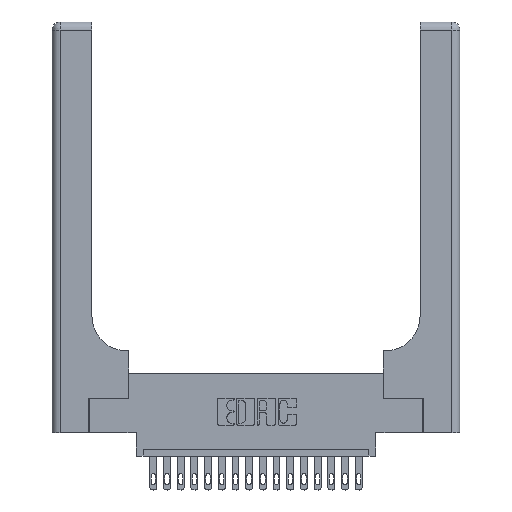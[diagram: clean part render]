
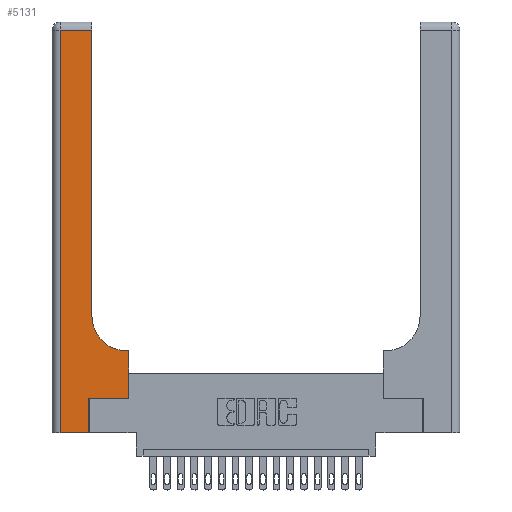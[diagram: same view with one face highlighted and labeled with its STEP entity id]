
A CAD part, top view. The second image highlights one B-rep face of the part: STEP entity #5131.
In plain terms, the highlighted planar face has unit normal (0, 0, 1).
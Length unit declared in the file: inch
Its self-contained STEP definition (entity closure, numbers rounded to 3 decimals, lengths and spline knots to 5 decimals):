
#156 = LINE ( 'NONE', #15565, #8667 ) ;
#295 = ORIENTED_EDGE ( 'NONE', *, *, #15497, .T. ) ;
#306 = ORIENTED_EDGE ( 'NONE', *, *, #3367, .T. ) ;
#401 = VERTEX_POINT ( 'NONE', #19165 ) ;
#1097 = LINE ( 'NONE', #20363, #6090 ) ;
#1334 = VERTEX_POINT ( 'NONE', #2030 ) ;
#1499 = DIRECTION ( 'NONE',  ( 1., 0., 0. ) ) ;
#1562 = DIRECTION ( 'NONE',  ( 0., 0., -1. ) ) ;
#1849 = VERTEX_POINT ( 'NONE', #6709 ) ;
#2030 = CARTESIAN_POINT ( 'NONE',  ( 0.269, 0., 0.37 ) ) ;
#2066 = VECTOR ( 'NONE', #7744, 39.37008 ) ;
#2139 = DIRECTION ( 'NONE',  ( -1., 0., 0. ) ) ;
#3229 = CARTESIAN_POINT ( 'NONE',  ( 0., 3., 0.37 ) ) ;
#3367 = EDGE_CURVE ( 'NONE', #7591, #9018, #156, .T. ) ;
#3538 = CARTESIAN_POINT ( 'NONE',  ( 0.06, 2.94, 0.37 ) ) ;
#3565 = FACE_OUTER_BOUND ( 'NONE', #9134, .T. ) ;
#4433 = DIRECTION ( 'NONE',  ( -1., 0., 0. ) ) ;
#4540 = DIRECTION ( 'NONE',  ( 0., 1., 0. ) ) ;
#4752 = VERTEX_POINT ( 'NONE', #17891 ) ;
#5131 = ADVANCED_FACE ( 'NONE', ( #3565 ), #15859, .F. ) ;
#5384 = CIRCLE ( 'NONE', #18331, 0.25 ) ;
#5692 = VECTOR ( 'NONE', #2139, 39.37008 ) ;
#6090 = VECTOR ( 'NONE', #1499, 39.37008 ) ;
#6469 = CARTESIAN_POINT ( 'NONE',  ( 0.5585, 0.25, 0.37 ) ) ;
#6521 = ORIENTED_EDGE ( 'NONE', *, *, #12706, .T. ) ;
#6709 = CARTESIAN_POINT ( 'NONE',  ( 0.5415, 0.6, 0.37 ) ) ;
#6789 = LINE ( 'NONE', #14365, #2066 ) ;
#6855 = EDGE_CURVE ( 'NONE', #1334, #16524, #18340, .T. ) ;
#7010 = VECTOR ( 'NONE', #10580, 39.37008 ) ;
#7198 = VERTEX_POINT ( 'NONE', #3538 ) ;
#7591 = VERTEX_POINT ( 'NONE', #6469 ) ;
#7744 = DIRECTION ( 'NONE',  ( 0., 1., 0. ) ) ;
#8069 = CARTESIAN_POINT ( 'NONE',  ( 0.2915, 0.6, 0.37 ) ) ;
#8467 = LINE ( 'NONE', #14485, #17260 ) ;
#8667 = VECTOR ( 'NONE', #4540, 39.37008 ) ;
#8811 = ORIENTED_EDGE ( 'NONE', *, *, #14642, .T. ) ;
#9018 = VERTEX_POINT ( 'NONE', #20812 ) ;
#9134 = EDGE_LOOP ( 'NONE', ( #15278, #6521, #18680, #295, #19209, #12309, #306, #18168, #8811 ) ) ;
#10580 = DIRECTION ( 'NONE',  ( 0., -1., 0. ) ) ;
#10911 = CARTESIAN_POINT ( 'NONE',  ( 0.2915, 0.85, 0.37 ) ) ;
#11046 = VECTOR ( 'NONE', #15384, 39.37008 ) ;
#11236 = DIRECTION ( 'NONE',  ( 1., 0., 0. ) ) ;
#11312 = VERTEX_POINT ( 'NONE', #10911 ) ;
#12273 = LINE ( 'NONE', #12430, #13548 ) ;
#12309 = ORIENTED_EDGE ( 'NONE', *, *, #19852, .T. ) ;
#12430 = CARTESIAN_POINT ( 'NONE',  ( 0., 2.94, 0.37 ) ) ;
#12706 = EDGE_CURVE ( 'NONE', #401, #7198, #12273, .T. ) ;
#12991 = DIRECTION ( 'NONE',  ( 0., 0., -1. ) ) ;
#13548 = VECTOR ( 'NONE', #4433, 39.37008 ) ;
#14365 = CARTESIAN_POINT ( 'NONE',  ( 0.2915, 3., 0.37 ) ) ;
#14485 = CARTESIAN_POINT ( 'NONE',  ( 0.269, 0.25, 0.37 ) ) ;
#14642 = EDGE_CURVE ( 'NONE', #1849, #11312, #5384, .T. ) ;
#15160 = CARTESIAN_POINT ( 'NONE',  ( 0.06, 3., 0.37 ) ) ;
#15278 = ORIENTED_EDGE ( 'NONE', *, *, #17373, .T. ) ;
#15384 = DIRECTION ( 'NONE',  ( 0., 1., 0. ) ) ;
#15497 = EDGE_CURVE ( 'NONE', #4752, #1334, #1097, .T. ) ;
#15565 = CARTESIAN_POINT ( 'NONE',  ( 0.5585, 0.25, 0.37 ) ) ;
#15785 = DIRECTION ( 'NONE',  ( -1., 0., 0. ) ) ;
#15859 = PLANE ( 'NONE',  #20156 ) ;
#16234 = CARTESIAN_POINT ( 'NONE',  ( 0.5415, 0.85, 0.37 ) ) ;
#16524 = VERTEX_POINT ( 'NONE', #19770 ) ;
#16527 = DIRECTION ( 'NONE',  ( 1., 0., 0. ) ) ;
#16815 = LINE ( 'NONE', #15160, #7010 ) ;
#17260 = VECTOR ( 'NONE', #11236, 39.37008 ) ;
#17373 = EDGE_CURVE ( 'NONE', #11312, #401, #6789, .T. ) ;
#17891 = CARTESIAN_POINT ( 'NONE',  ( 0.06, 0., 0.37 ) ) ;
#18168 = ORIENTED_EDGE ( 'NONE', *, *, #20002, .T. ) ;
#18330 = CARTESIAN_POINT ( 'NONE',  ( 0.269, 0., 0.37 ) ) ;
#18331 = AXIS2_PLACEMENT_3D ( 'NONE', #16234, #12991, #16527 ) ;
#18340 = LINE ( 'NONE', #18330, #11046 ) ;
#18355 = EDGE_CURVE ( 'NONE', #7198, #4752, #16815, .T. ) ;
#18680 = ORIENTED_EDGE ( 'NONE', *, *, #18355, .T. ) ;
#18762 = LINE ( 'NONE', #8069, #5692 ) ;
#19165 = CARTESIAN_POINT ( 'NONE',  ( 0.2915, 2.94, 0.37 ) ) ;
#19209 = ORIENTED_EDGE ( 'NONE', *, *, #6855, .T. ) ;
#19770 = CARTESIAN_POINT ( 'NONE',  ( 0.269, 0.25, 0.37 ) ) ;
#19852 = EDGE_CURVE ( 'NONE', #16524, #7591, #8467, .T. ) ;
#20002 = EDGE_CURVE ( 'NONE', #9018, #1849, #18762, .T. ) ;
#20156 = AXIS2_PLACEMENT_3D ( 'NONE', #3229, #1562, #15785 ) ;
#20363 = CARTESIAN_POINT ( 'NONE',  ( 0., 0., 0.37 ) ) ;
#20812 = CARTESIAN_POINT ( 'NONE',  ( 0.5585, 0.6, 0.37 ) ) ;
